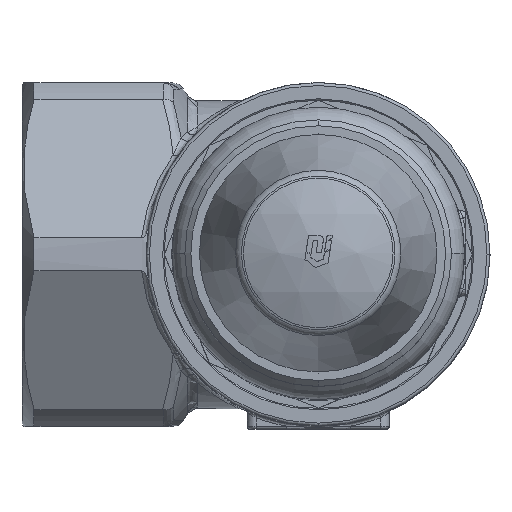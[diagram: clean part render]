
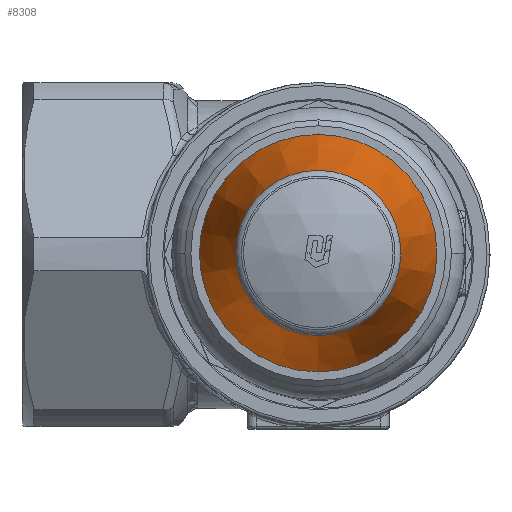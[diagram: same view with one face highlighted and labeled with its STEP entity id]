
A CAD part, top view. The second image highlights one B-rep face of the part: STEP entity #8308.
In plain terms, the highlighted conical face has half-angle 15 degrees and reference radius 13.945 mm.
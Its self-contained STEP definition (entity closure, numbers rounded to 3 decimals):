
#8241=CARTESIAN_POINT('',(0.,-13.945,173.472));
#8242=VERTEX_POINT('',#8241);
#8255=CARTESIAN_POINT('',(0.,13.945,173.472));
#8256=VERTEX_POINT('',#8255);
#8257=CARTESIAN_POINT('',(0.,0.,173.472));
#8258=DIRECTION('',(0.,-0.,-1.));
#8259=DIRECTION('',(0.,-1.,0.));
#8260=AXIS2_PLACEMENT_3D('',#8257,#8258,#8259);
#8261=CIRCLE('',#8260,13.945);
#8262=EDGE_CURVE('NONE',#8256,#8242,#8261,.T.);
#8264=CARTESIAN_POINT('',(0.,0.,173.472));
#8265=DIRECTION('',(0.,-0.,-1.));
#8266=DIRECTION('',(0.,-1.,0.));
#8267=AXIS2_PLACEMENT_3D('',#8264,#8265,#8266);
#8268=CIRCLE('',#8267,13.945);
#8269=EDGE_CURVE('NONE',#8242,#8256,#8268,.T.);
#8274=CARTESIAN_POINT('',(0.,0.,173.472));
#8275=DIRECTION('',(0.,-0.,-1.));
#8276=DIRECTION('',(0.,-1.,0.));
#8277=AXIS2_PLACEMENT_3D('',#8274,#8275,#8276);
#8278=CONICAL_SURFACE('',#8277,13.945,15.);
#8279=CARTESIAN_POINT('',(0.,-20.1,150.5));
#8280=VERTEX_POINT('',#8279);
#8281=CARTESIAN_POINT('',(0.,-20.1,150.5));
#8282=DIRECTION('',(-0.,0.259,0.966));
#8283=VECTOR('',#8282,23.782);
#8284=LINE('',#8281,#8283);
#8285=EDGE_CURVE('',#8280,#8242,#8284,.T.);
#8286=ORIENTED_EDGE('',*,*,#8285,.T.);
#8287=ORIENTED_EDGE('',*,*,#8269,.T.);
#8288=ORIENTED_EDGE('',*,*,#8262,.T.);
#8289=ORIENTED_EDGE('',*,*,#8285,.F.);
#8290=CARTESIAN_POINT('',(-0.,20.1,150.5));
#8291=VERTEX_POINT('',#8290);
#8292=CARTESIAN_POINT('',(0.,0.,150.5));
#8293=DIRECTION('',(0.,-0.,-1.));
#8294=DIRECTION('',(0.,-1.,0.));
#8295=AXIS2_PLACEMENT_3D('',#8292,#8293,#8294);
#8296=CIRCLE('',#8295,20.1);
#8297=EDGE_CURVE('NONE',#8291,#8280,#8296,.T.);
#8298=ORIENTED_EDGE('',*,*,#8297,.F.);
#8299=CARTESIAN_POINT('',(0.,0.,150.5));
#8300=DIRECTION('',(0.,-0.,-1.));
#8301=DIRECTION('',(0.,-1.,0.));
#8302=AXIS2_PLACEMENT_3D('',#8299,#8300,#8301);
#8303=CIRCLE('',#8302,20.1);
#8304=EDGE_CURVE('NONE',#8280,#8291,#8303,.T.);
#8305=ORIENTED_EDGE('',*,*,#8304,.F.);
#8306=EDGE_LOOP('',(#8286,#8287,#8288,#8289,#8298,#8305));
#8307=FACE_BOUND('',#8306,.T.);
#8308=ADVANCED_FACE('NONE',(#8307),#8278,.T.);
